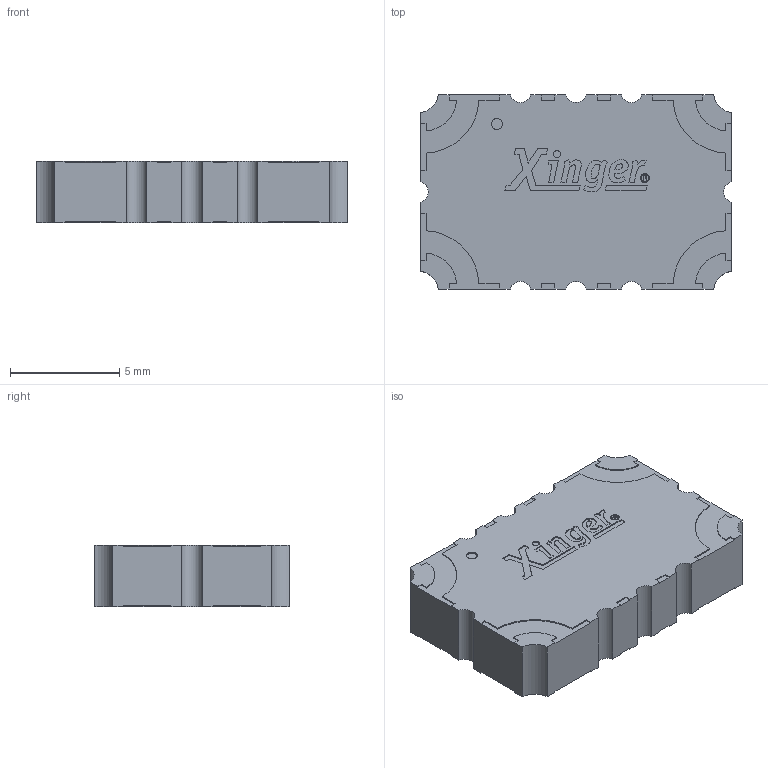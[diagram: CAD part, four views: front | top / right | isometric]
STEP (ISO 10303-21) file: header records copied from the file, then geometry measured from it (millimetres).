
FILE_DESCRIPTION (( 'STEP AP214' ), '1' );
FILE_NAME ('XEC24A6-03G_3D_Model.STEP', '2024-04-29T12:51:34', ( '' ), ( '' ), 'SwSTEP 2.0', 'SolidWorks 2023', '' );
FILE_SCHEMA (( 'AUTOMOTIVE_DESIGN' ));
Length unit declared in the file: inch
Products named in the file (1): XEC24A6-03G_3D_Model
Bounding box: 14.22 x 8.89 x 2.79 mm (x, y, z)
Volume: 340.2 mm3; surface area: 382.2 mm2
Topology: 1 solids, 1 shells, 345 faces, 981 edges, 654 vertices
Faces by surface type: plane 218, cylinder 109, bspline 18
Entity records: 12312 total; most frequent: CARTESIAN_POINT 3199, ORIENTED_EDGE 1962, DIRECTION 1819, EDGE_CURVE 981, VECTOR 727, LINE 727, VERTEX_POINT 654, AXIS2_PLACEMENT_3D 546
